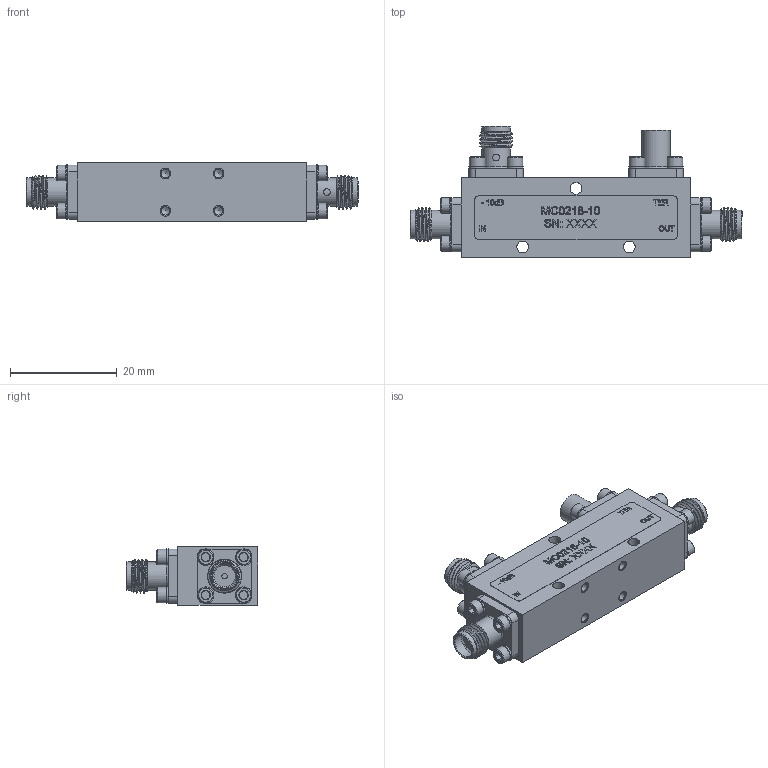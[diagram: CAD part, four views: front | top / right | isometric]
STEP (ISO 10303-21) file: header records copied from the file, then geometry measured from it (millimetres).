
FILE_DESCRIPTION (( 'STEP AP203' ), '1' );
FILE_NAME ('MC0218-10_3D.step', '2023-03-27T21:18:31', ( '' ), ( '' ), 'SwSTEP 2.0', 'SolidWorks 2022', '' );
FILE_SCHEMA (( 'CONFIG_CONTROL_DESIGN' ));
Products named in the file (1): MC0218-10_3D
Bounding box: 62.3 x 24.65 x 11.05 mm (x, y, z)
Volume: 8340.8 mm3; surface area: 5158.7 mm2
Topology: 1 solids, 22 shells, 978 faces, 2235 edges, 1401 vertices
Faces by surface type: plane 508, bspline 180, cone 147, cylinder 139, torus 4
Full cylindrical faces by diameter (mm): 1.016 x4, 1.27 x4, 1.6 x4, 2 x4, 2.2 x3, 2.578 x16, 2.926 x16, 3.085 x16, 4.521 x3, 5.08 x4, 5.334 x7
Entity records: 50290 total; most frequent: CARTESIAN_POINT 30402, ORIENTED_EDGE 4100, DIRECTION 3568, EDGE_CURVE 2050, VERTEX_POINT 1346, AXIS2_PLACEMENT_3D 1266, EDGE_LOOP 1254, FACE_OUTER_BOUND 1063
